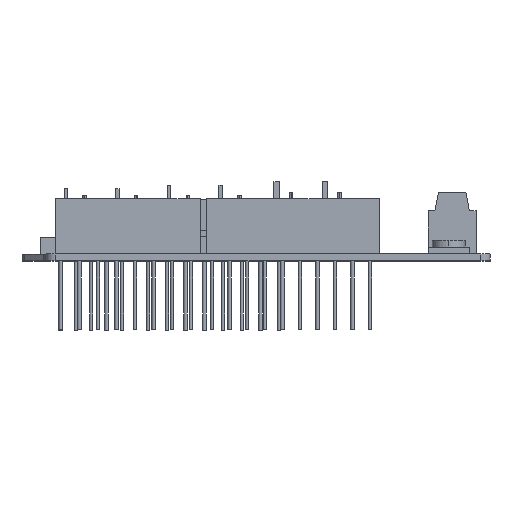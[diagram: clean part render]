
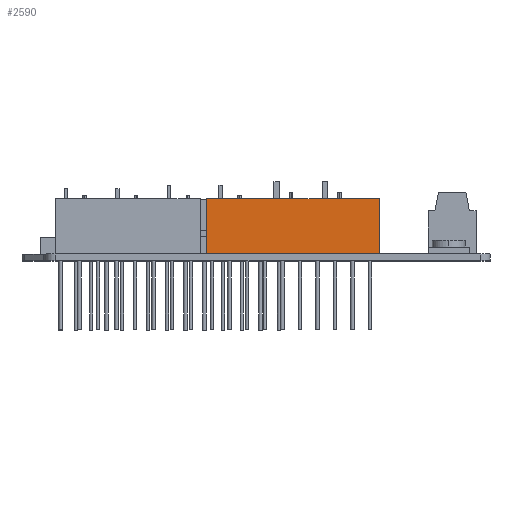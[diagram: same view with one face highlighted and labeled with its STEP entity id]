
A CAD part, top view. The second image highlights one B-rep face of the part: STEP entity #2590.
In plain terms, the highlighted planar face has unit normal (0, 0, 1).
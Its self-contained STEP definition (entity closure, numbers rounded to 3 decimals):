
#39 = VERTEX_POINT ( 'NONE', #8899 ) ;
#744 = VECTOR ( 'NONE', #4848, 1000. ) ;
#883 = LINE ( 'NONE', #8406, #10118 ) ;
#2590 = ADVANCED_FACE ( 'NONE', ( #15896 ), #15820, .F. ) ;
#2657 = VECTOR ( 'NONE', #10283, 1000. ) ;
#2923 = DIRECTION ( 'NONE',  ( 0., 0., -1. ) ) ;
#3618 = LINE ( 'NONE', #15298, #2657 ) ;
#4848 = DIRECTION ( 'NONE',  ( 0., 1., 0. ) ) ;
#5124 = EDGE_LOOP ( 'NONE', ( #6639, #12433, #17000, #8333 ) ) ;
#6639 = ORIENTED_EDGE ( 'NONE', *, *, #13814, .T. ) ;
#6900 = DIRECTION ( 'NONE',  ( -1., 0., 0. ) ) ;
#7724 = VERTEX_POINT ( 'NONE', #11461 ) ;
#7942 = DIRECTION ( 'NONE',  ( 1., 0., 0. ) ) ;
#8333 = ORIENTED_EDGE ( 'NONE', *, *, #11900, .T. ) ;
#8406 = CARTESIAN_POINT ( 'NONE',  ( 5.375, 9., 25.125 ) ) ;
#8607 = CARTESIAN_POINT ( 'NONE',  ( -7.125, 9., 25.125 ) ) ;
#8698 = CARTESIAN_POINT ( 'NONE',  ( 17.875, 1., 25.125 ) ) ;
#8899 = CARTESIAN_POINT ( 'NONE',  ( 17.875, 9., 25.125 ) ) ;
#8962 = EDGE_CURVE ( 'NONE', #7724, #13379, #3618, .T. ) ;
#9591 = CARTESIAN_POINT ( 'NONE',  ( 17.875, 1., 25.125 ) ) ;
#9972 = AXIS2_PLACEMENT_3D ( 'NONE', #9591, #2923, #6900 ) ;
#10118 = VECTOR ( 'NONE', #15074, 1000. ) ;
#10206 = EDGE_CURVE ( 'NONE', #13379, #39, #883, .T. ) ;
#10283 = DIRECTION ( 'NONE',  ( 0., 1., 0. ) ) ;
#11461 = CARTESIAN_POINT ( 'NONE',  ( -7.125, 1., 25.125 ) ) ;
#11900 = EDGE_CURVE ( 'NONE', #7724, #15552, #14359, .T. ) ;
#12433 = ORIENTED_EDGE ( 'NONE', *, *, #10206, .F. ) ;
#12992 = LINE ( 'NONE', #16696, #744 ) ;
#13379 = VERTEX_POINT ( 'NONE', #8607 ) ;
#13814 = EDGE_CURVE ( 'NONE', #15552, #39, #12992, .T. ) ;
#14105 = VECTOR ( 'NONE', #7942, 1000. ) ;
#14359 = LINE ( 'NONE', #15983, #14105 ) ;
#15074 = DIRECTION ( 'NONE',  ( 1., 0., 0. ) ) ;
#15298 = CARTESIAN_POINT ( 'NONE',  ( -7.125, 5., 25.125 ) ) ;
#15552 = VERTEX_POINT ( 'NONE', #8698 ) ;
#15820 = PLANE ( 'NONE',  #9972 ) ;
#15896 = FACE_OUTER_BOUND ( 'NONE', #5124, .T. ) ;
#15983 = CARTESIAN_POINT ( 'NONE',  ( 0., 1., 25.125 ) ) ;
#16696 = CARTESIAN_POINT ( 'NONE',  ( 17.875, 5., 25.125 ) ) ;
#17000 = ORIENTED_EDGE ( 'NONE', *, *, #8962, .F. ) ;
